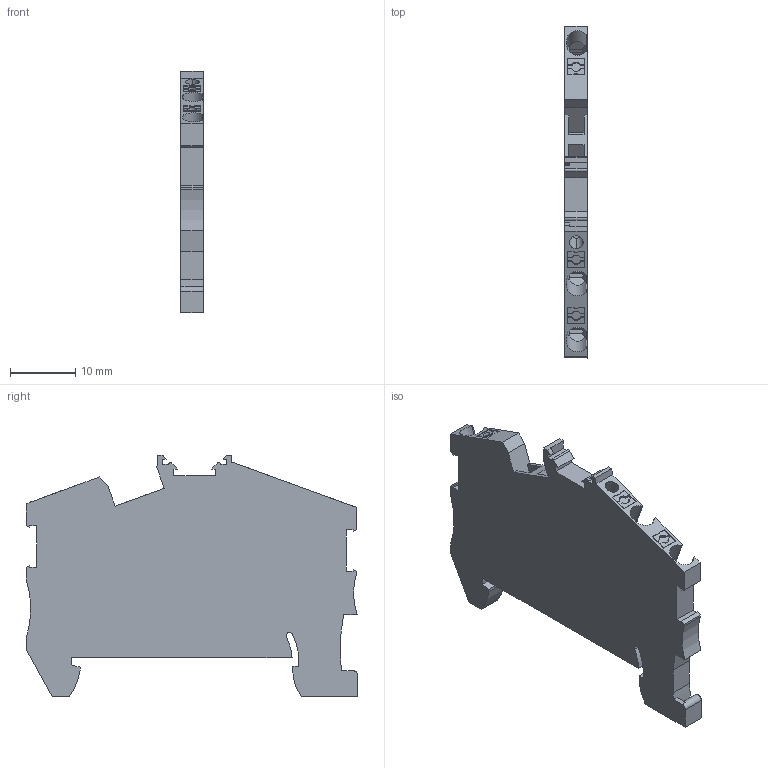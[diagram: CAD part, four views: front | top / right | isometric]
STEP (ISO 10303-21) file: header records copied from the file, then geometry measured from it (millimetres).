
FILE_DESCRIPTION(('Creo Elements/Direct Modeling STEP Export'),'2;1');
FILE_NAME('model.stp','2017-12-16T10:34:18',(''),(''),'Creo Elements/Direct Modeling STEP processor for AP214 (Solid Model)','Creo Elements/Direct Modeling 18.1I 14-Aug-2016 (C) Parametric Technology GmbH','');
FILE_SCHEMA(('AUTOMOTIVE_DESIGN { 1 0 10303 214 1 1 1 1 }'));
Length unit declared in the file: millimetre
Products named in the file (2): PTS_1.5_S-TWIN-BU-select
Assembly tree (1 placements, depth 2):
  PTS_1.5_S-TWIN-BU-select
    PTS_1.5_S-TWIN-BU-select
Bounding box: 3.5 x 50.7 x 36.99 mm (x, y, z)
Volume: 4361.8 mm3; surface area: 4047 mm2
Topology: 1 solids, 1 shells, 218 faces, 642 edges, 430 vertices
Faces by surface type: plane 177, cylinder 38, cone 3
Entity records: 9988 total; most frequent: CARTESIAN_POINT 2363, ORIENTED_EDGE 1284, DIRECTION 1120, EDGE_CURVE 642, VECTOR 522, LINE 522, VERTEX_POINT 430, AXIS2_PLACEMENT_3D 299
